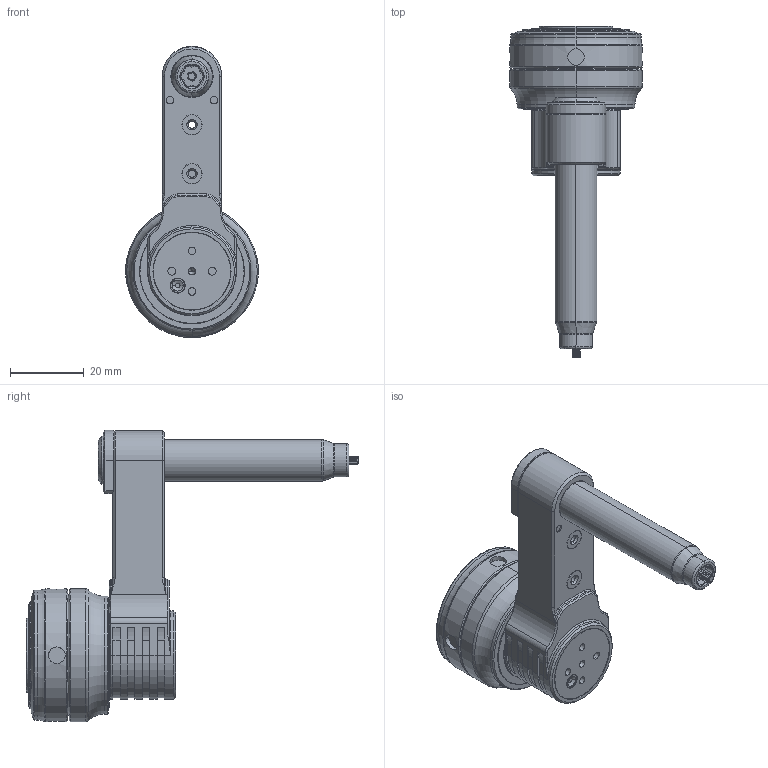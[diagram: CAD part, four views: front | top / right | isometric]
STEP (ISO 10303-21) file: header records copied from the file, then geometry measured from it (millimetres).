
FILE_DESCRIPTION((''),'2;1');
FILE_NAME('3513001726_ASM_SW0001','2023-05-05T10:42:03',('INEdipo'),(''),'CREO PARAMETRIC BY PTC INC, 2020281','CREO PARAMETRIC BY PTC INC, 2020281','');
FILE_SCHEMA(('CONFIG_CONTROL_DESIGN'));
Length unit declared in the file: inch
Products named in the file (1): 3513001726_ASM_SW0001
Bounding box: 36 x 90.07 x 78.98 mm (x, y, z)
Volume: 45596.8 mm3; surface area: 11859.1 mm2
Topology: 1 solids, 2 shells, 674 faces, 1846 edges, 1209 vertices
Faces by surface type: cylinder 235, plane 149, cone 129, torus 87, extrusion 39, bspline 35
Entity records: 27668 total; most frequent: CARTESIAN_POINT 10472, ORIENTED_EDGE 3692, DIRECTION 3595, EDGE_CURVE 1846, AXIS2_PLACEMENT_3D 1462, VERTEX_POINT 1209, CIRCLE 862, EDGE_LOOP 719
